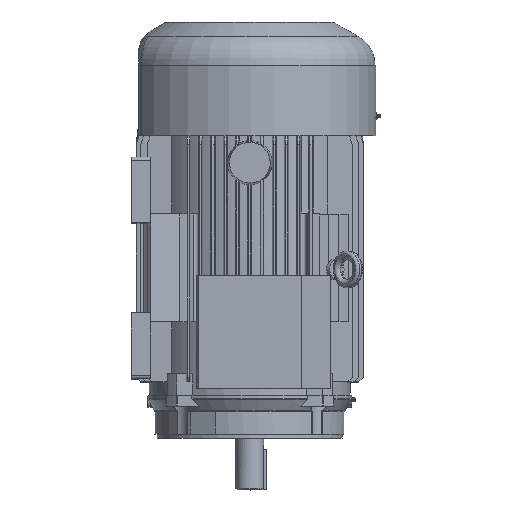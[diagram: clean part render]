
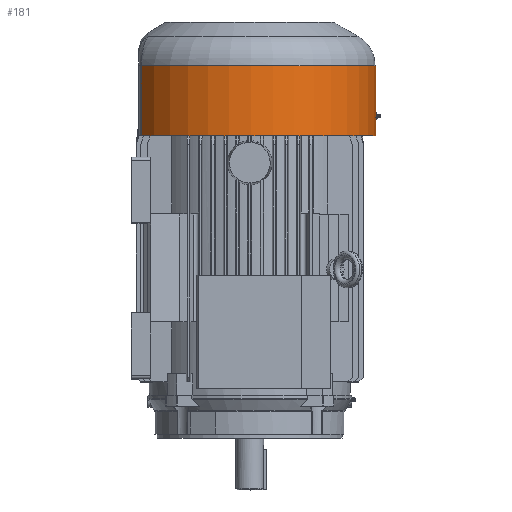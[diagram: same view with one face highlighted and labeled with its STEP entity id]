
A CAD part, top view. The second image highlights one B-rep face of the part: STEP entity #181.
In plain terms, the highlighted cylindrical face has radius 216.016 mm (diameter 432.033 mm), a partial arc.
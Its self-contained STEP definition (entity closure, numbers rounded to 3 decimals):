
#181 = ADVANCED_FACE( '', ( #1071, #1072 ), #1073, .T. );
#1071 = FACE_OUTER_BOUND( '', #2798, .T. );
#1072 = FACE_BOUND( '', #2799, .T. );
#1073 = CYLINDRICAL_SURFACE( '', #2800, 216.016 );
#2798 = EDGE_LOOP( '', ( #6679, #6680, #6681, #6682 ) );
#2799 = EDGE_LOOP( '', ( #6683, #6684, #6685, #6686, #6687, #6688 ) );
#2800 = AXIS2_PLACEMENT_3D( '', #6689, #6690, #6691 );
#6679 = ORIENTED_EDGE( '', *, *, #13268, .F. );
#6680 = ORIENTED_EDGE( '', *, *, #13269, .T. );
#6681 = ORIENTED_EDGE( '', *, *, #13270, .T. );
#6682 = ORIENTED_EDGE( '', *, *, #13271, .T. );
#6683 = ORIENTED_EDGE( '', *, *, #13272, .F. );
#6684 = ORIENTED_EDGE( '', *, *, #13273, .F. );
#6685 = ORIENTED_EDGE( '', *, *, #13274, .F. );
#6686 = ORIENTED_EDGE( '', *, *, #13275, .F. );
#6687 = ORIENTED_EDGE( '', *, *, #13276, .F. );
#6688 = ORIENTED_EDGE( '', *, *, #13277, .F. );
#6689 = CARTESIAN_POINT( '', ( 0., 609.33, 0. ) );
#6690 = DIRECTION( '', ( 0., 1., 0. ) );
#6691 = DIRECTION( '', ( 0., 0., -1. ) );
#13268 = EDGE_CURVE( '', #15665, #15666, #15667, .F. );
#13269 = EDGE_CURVE( '', #15665, #15668, #15669, .F. );
#13270 = EDGE_CURVE( '', #15668, #15670, #15671, .T. );
#13271 = EDGE_CURVE( '', #15670, #15666, #15672, .T. );
#13272 = EDGE_CURVE( '', #15673, #15674, #15675, .T. );
#13273 = EDGE_CURVE( '', #15676, #15673, #15677, .T. );
#13274 = EDGE_CURVE( '', #15678, #15676, #15679, .T. );
#13275 = EDGE_CURVE( '', #15680, #15678, #15681, .T. );
#13276 = EDGE_CURVE( '', #15682, #15680, #15683, .T. );
#13277 = EDGE_CURVE( '', #15674, #15682, #15684, .T. );
#15665 = VERTEX_POINT( '', #19694 );
#15666 = VERTEX_POINT( '', #19695 );
#15667 = CIRCLE( '', #19696, 216.016 );
#15668 = VERTEX_POINT( '', #19697 );
#15669 = LINE( '', #19698, #19699 );
#15670 = VERTEX_POINT( '', #19700 );
#15671 = CIRCLE( '', #19701, 216.016 );
#15672 = LINE( '', #19702, #19703 );
#15673 = VERTEX_POINT( '', #19704 );
#15674 = VERTEX_POINT( '', #19705 );
#15675 = ELLIPSE( '', #19706, 3943.377, 216.016 );
#15676 = VERTEX_POINT( '', #19707 );
#15677 = ELLIPSE( '', #19708, 242.14, 216.016 );
#15678 = VERTEX_POINT( '', #19709 );
#15679 = ELLIPSE( '', #19710, 257.981, 216.016 );
#15680 = VERTEX_POINT( '', #19711 );
#15681 = ELLIPSE( '', #19712, 3943.377, 216.016 );
#15682 = VERTEX_POINT( '', #19713 );
#15683 = ELLIPSE( '', #19714, 242.14, 216.016 );
#15684 = ELLIPSE( '', #19715, 257.981, 216.016 );
#19694 = CARTESIAN_POINT( '', ( -186.855, 446.39, -108.389 ) );
#19695 = CARTESIAN_POINT( '', ( -185.804, 446.39, 110.181 ) );
#19696 = AXIS2_PLACEMENT_3D( '', #27524, #27525, #27526 );
#19697 = CARTESIAN_POINT( '', ( -186.855, 566.39, -108.389 ) );
#19698 = CARTESIAN_POINT( '', ( -186.855, 609.33, -108.389 ) );
#19699 = VECTOR( '', #27527, 1000. );
#19700 = CARTESIAN_POINT( '', ( -185.804, 566.39, 110.181 ) );
#19701 = AXIS2_PLACEMENT_3D( '', #27528, #27529, #27530 );
#19702 = CARTESIAN_POINT( '', ( -185.804, 609.33, 110.181 ) );
#19703 = VECTOR( '', #27531, 1000. );
#19704 = CARTESIAN_POINT( '', ( 215.951, 476.426, -5.318 ) );
#19705 = CARTESIAN_POINT( '', ( 215.942, 482.768, -5.666 ) );
#19706 = AXIS2_PLACEMENT_3D( '', #27532, #27533, #27534 );
#19707 = CARTESIAN_POINT( '', ( 216.016, 473.557, 0.348 ) );
#19708 = AXIS2_PLACEMENT_3D( '', #27535, #27536, #27537 );
#19709 = CARTESIAN_POINT( '', ( 215.942, 477.029, 5.666 ) );
#19710 = AXIS2_PLACEMENT_3D( '', #27538, #27539, #27540 );
#19711 = CARTESIAN_POINT( '', ( 215.951, 483.37, 5.318 ) );
#19712 = AXIS2_PLACEMENT_3D( '', #27541, #27542, #27543 );
#19713 = CARTESIAN_POINT( '', ( 216.016, 486.24, -0.348 ) );
#19714 = AXIS2_PLACEMENT_3D( '', #27544, #27545, #27546 );
#19715 = AXIS2_PLACEMENT_3D( '', #27547, #27548, #27549 );
#27524 = CARTESIAN_POINT( '', ( 0., 446.39, 0. ) );
#27525 = DIRECTION( '', ( 0., 1., 0. ) );
#27526 = DIRECTION( '', ( 1., 0., 0. ) );
#27527 = DIRECTION( '', ( 0., -1., 0. ) );
#27528 = CARTESIAN_POINT( '', ( 0., 566.39, 0. ) );
#27529 = DIRECTION( '', ( 0., -1., 0. ) );
#27530 = DIRECTION( '', ( 0., 0., -1. ) );
#27531 = DIRECTION( '', ( 0., -1., 0. ) );
#27532 = CARTESIAN_POINT( '', ( 0., 379.496, 0. ) );
#27533 = DIRECTION( '', ( 0., 0.055, 0.998 ) );
#27534 = DIRECTION( '', ( 0., -0.998, 0.055 ) );
#27535 = CARTESIAN_POINT( '', ( 0., 473.733, 0. ) );
#27536 = DIRECTION( '', ( 0., 0.892, 0.452 ) );
#27537 = DIRECTION( '', ( 0., -0.452, 0.892 ) );
#27538 = CARTESIAN_POINT( '', ( 0., 473.33, 0. ) );
#27539 = DIRECTION( '', ( 0., 0.837, -0.547 ) );
#27540 = DIRECTION( '', ( 0., -0.547, -0.837 ) );
#27541 = CARTESIAN_POINT( '', ( 0., 580.301, 0. ) );
#27542 = DIRECTION( '', ( 0., -0.055, -0.998 ) );
#27543 = DIRECTION( '', ( 0., -0.998, 0.055 ) );
#27544 = CARTESIAN_POINT( '', ( 0., 486.063, 0. ) );
#27545 = DIRECTION( '', ( 0., -0.892, -0.452 ) );
#27546 = DIRECTION( '', ( 0., -0.452, 0.892 ) );
#27547 = CARTESIAN_POINT( '', ( 0., 486.467, 0. ) );
#27548 = DIRECTION( '', ( 0., -0.837, 0.547 ) );
#27549 = DIRECTION( '', ( 0., -0.547, -0.837 ) );
